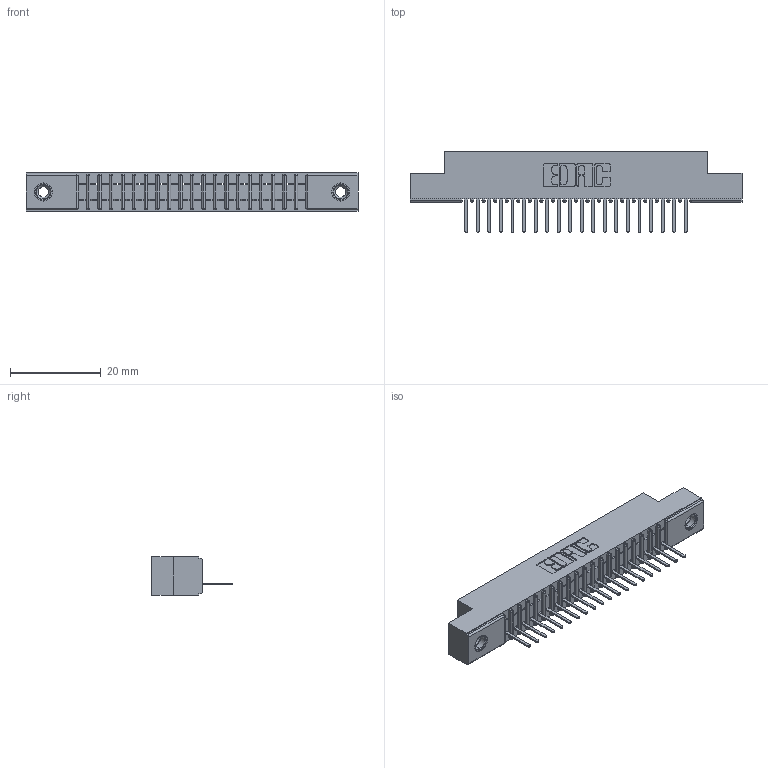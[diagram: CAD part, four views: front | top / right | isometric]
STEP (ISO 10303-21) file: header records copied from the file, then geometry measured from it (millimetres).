
FILE_DESCRIPTION (( 'STEP AP203' ), '1' );
FILE_NAME ('341-020-521-108.STEP', '2018-08-06T16:44:57', ( '' ), ( '' ), 'SwSTEP 2.0', 'SolidWorks 2016', '' );
FILE_SCHEMA (( 'CONFIG_CONTROL_DESIGN' ));
Length unit declared in the file: inch
Products named in the file (4): 341 Part_.156 (3.96) Dia Mounting Holes; 341-292-001_341-292-121; 345-250-001_345-250-003-102; 341-020-521-108
Assembly tree (23 placements, depth 2):
  341-020-521-108
    341 Part_.156 (3.96) Dia Mounting Holes
    341-292-001_341-292-121  x20
    345-250-001_345-250-003-102  x2
Bounding box: 73.03 x 17.7 x 8.38 mm (x, y, z)
Volume: 4028.4 mm3; surface area: 7419.2 mm2
Topology: 23 solids, 23 shells, 1816 faces, 5192 edges, 3330 vertices
Faces by surface type: plane 1120, cylinder 600, sphere 42, torus 42, cone 12
Entity records: 27680 total; most frequent: CARTESIAN_POINT 4671, ORIENTED_EDGE 4652, DIRECTION 4538, EDGE_CURVE 2326, VECTOR 1852, LINE 1852, VERTEX_POINT 1476, AXIS2_PLACEMENT_3D 1343
